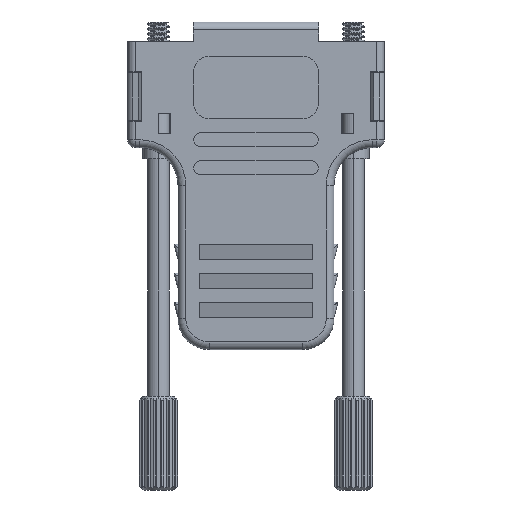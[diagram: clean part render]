
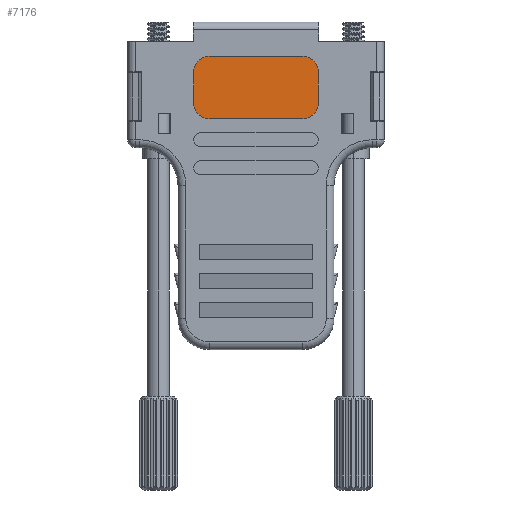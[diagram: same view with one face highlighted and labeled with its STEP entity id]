
A CAD part, front view. The second image highlights one B-rep face of the part: STEP entity #7176.
In plain terms, the highlighted planar face has unit normal (0, -1, 0).
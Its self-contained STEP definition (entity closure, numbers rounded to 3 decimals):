
#1374 = ORIENTED_EDGE ( 'NONE', *, *, #8728, .T. ) ;
#1424 = ORIENTED_EDGE ( 'NONE', *, *, #27358, .T. ) ;
#1447 = DIRECTION ( 'NONE',  ( 0., 0., 1. ) ) ;
#1592 = EDGE_CURVE ( 'NONE', #27758, #17614, #6029, .T. ) ;
#1737 = FACE_OUTER_BOUND ( 'NONE', #16609, .T. ) ;
#2173 = EDGE_CURVE ( 'NONE', #21527, #14915, #23943, .T. ) ;
#2194 = CARTESIAN_POINT ( 'NONE',  ( 6., -13.3, -12.4 ) ) ;
#2255 = AXIS2_PLACEMENT_3D ( 'NONE', #29341, #17955, #1447 ) ;
#3132 = DIRECTION ( 'NONE',  ( 0., 0., 1. ) ) ;
#3284 = DIRECTION ( 'NONE',  ( 0., -1., 0. ) ) ;
#4078 = LINE ( 'NONE', #11033, #11895 ) ;
#4325 = DIRECTION ( 'NONE',  ( 0., 0., 1. ) ) ;
#5043 = CARTESIAN_POINT ( 'NONE',  ( 6., -13.3, -4.4 ) ) ;
#5924 = DIRECTION ( 'NONE',  ( 0., 0., 1. ) ) ;
#6029 = CIRCLE ( 'NONE', #16170, 2. ) ;
#6534 = CARTESIAN_POINT ( 'NONE',  ( -6., -13.3, -12.4 ) ) ;
#6916 = EDGE_CURVE ( 'NONE', #28901, #21527, #26523, .T. ) ;
#7176 = ADVANCED_FACE ( 'NONE', ( #1737 ), #29189, .F. ) ;
#7609 = CARTESIAN_POINT ( 'NONE',  ( -6., -13.3, -12.4 ) ) ;
#7858 = ORIENTED_EDGE ( 'NONE', *, *, #26446, .T. ) ;
#8191 = CARTESIAN_POINT ( 'NONE',  ( 8., -13.3, -6.4 ) ) ;
#8723 = VERTEX_POINT ( 'NONE', #2194 ) ;
#8728 = EDGE_CURVE ( 'NONE', #8723, #28901, #18067, .T. ) ;
#8834 = AXIS2_PLACEMENT_3D ( 'NONE', #11418, #17953, #20660 ) ;
#9345 = CARTESIAN_POINT ( 'NONE',  ( -6., -13.3, -4.4 ) ) ;
#10835 = CARTESIAN_POINT ( 'NONE',  ( 8., -13.3, -6.4 ) ) ;
#10847 = CIRCLE ( 'NONE', #21482, 2. ) ;
#11033 = CARTESIAN_POINT ( 'NONE',  ( -6., -13.3, -4.4 ) ) ;
#11418 = CARTESIAN_POINT ( 'NONE',  ( 6., -13.3, -10.4 ) ) ;
#11895 = VECTOR ( 'NONE', #18306, 1000. ) ;
#12233 = CARTESIAN_POINT ( 'NONE',  ( -8., -13.3, -6.4 ) ) ;
#12661 = ORIENTED_EDGE ( 'NONE', *, *, #1592, .T. ) ;
#13941 = EDGE_CURVE ( 'NONE', #17614, #28709, #27257, .T. ) ;
#14211 = DIRECTION ( 'NONE',  ( 0., -1., 0. ) ) ;
#14880 = LINE ( 'NONE', #7609, #26858 ) ;
#14915 = VERTEX_POINT ( 'NONE', #5043 ) ;
#14940 = CARTESIAN_POINT ( 'NONE',  ( -6., -13.3, -10.4 ) ) ;
#15232 = DIRECTION ( 'NONE',  ( 0., -1., 0. ) ) ;
#16170 = AXIS2_PLACEMENT_3D ( 'NONE', #28315, #14211, #27715 ) ;
#16609 = EDGE_LOOP ( 'NONE', ( #18034, #1424, #12661, #26038, #23970, #7858, #1374, #20995 ) ) ;
#16846 = DIRECTION ( 'NONE',  ( 1., 0., 0. ) ) ;
#17187 = CARTESIAN_POINT ( 'NONE',  ( 8., -13.3, -10.4 ) ) ;
#17614 = VERTEX_POINT ( 'NONE', #24932 ) ;
#17953 = DIRECTION ( 'NONE',  ( 0., -1., 0. ) ) ;
#17955 = DIRECTION ( 'NONE',  ( 0., 1., 0. ) ) ;
#18034 = ORIENTED_EDGE ( 'NONE', *, *, #2173, .T. ) ;
#18067 = CIRCLE ( 'NONE', #8834, 2. ) ;
#18306 = DIRECTION ( 'NONE',  ( -1., 0., 0. ) ) ;
#19946 = VECTOR ( 'NONE', #21629, 1000. ) ;
#20660 = DIRECTION ( 'NONE',  ( 0., 0., 1. ) ) ;
#20995 = ORIENTED_EDGE ( 'NONE', *, *, #6916, .T. ) ;
#21482 = AXIS2_PLACEMENT_3D ( 'NONE', #14940, #3284, #3132 ) ;
#21527 = VERTEX_POINT ( 'NONE', #10835 ) ;
#21629 = DIRECTION ( 'NONE',  ( 0., 0., -1. ) ) ;
#23777 = VERTEX_POINT ( 'NONE', #6534 ) ;
#23943 = CIRCLE ( 'NONE', #24423, 2. ) ;
#23970 = ORIENTED_EDGE ( 'NONE', *, *, #25130, .T. ) ;
#24423 = AXIS2_PLACEMENT_3D ( 'NONE', #25067, #15232, #4325 ) ;
#24932 = CARTESIAN_POINT ( 'NONE',  ( -8., -13.3, -6.4 ) ) ;
#25067 = CARTESIAN_POINT ( 'NONE',  ( 6., -13.3, -6.4 ) ) ;
#25130 = EDGE_CURVE ( 'NONE', #28709, #23777, #10847, .T. ) ;
#26038 = ORIENTED_EDGE ( 'NONE', *, *, #13941, .T. ) ;
#26446 = EDGE_CURVE ( 'NONE', #23777, #8723, #14880, .T. ) ;
#26523 = LINE ( 'NONE', #8191, #27411 ) ;
#26858 = VECTOR ( 'NONE', #16846, 1000. ) ;
#27257 = LINE ( 'NONE', #12233, #19946 ) ;
#27358 = EDGE_CURVE ( 'NONE', #14915, #27758, #4078, .T. ) ;
#27411 = VECTOR ( 'NONE', #5924, 1000. ) ;
#27715 = DIRECTION ( 'NONE',  ( 0., 0., 1. ) ) ;
#27758 = VERTEX_POINT ( 'NONE', #9345 ) ;
#28315 = CARTESIAN_POINT ( 'NONE',  ( -6., -13.3, -6.4 ) ) ;
#28709 = VERTEX_POINT ( 'NONE', #29807 ) ;
#28901 = VERTEX_POINT ( 'NONE', #17187 ) ;
#29189 = PLANE ( 'NONE',  #2255 ) ;
#29341 = CARTESIAN_POINT ( 'NONE',  ( 6., -13.3, -6.4 ) ) ;
#29807 = CARTESIAN_POINT ( 'NONE',  ( -8., -13.3, -10.4 ) ) ;
